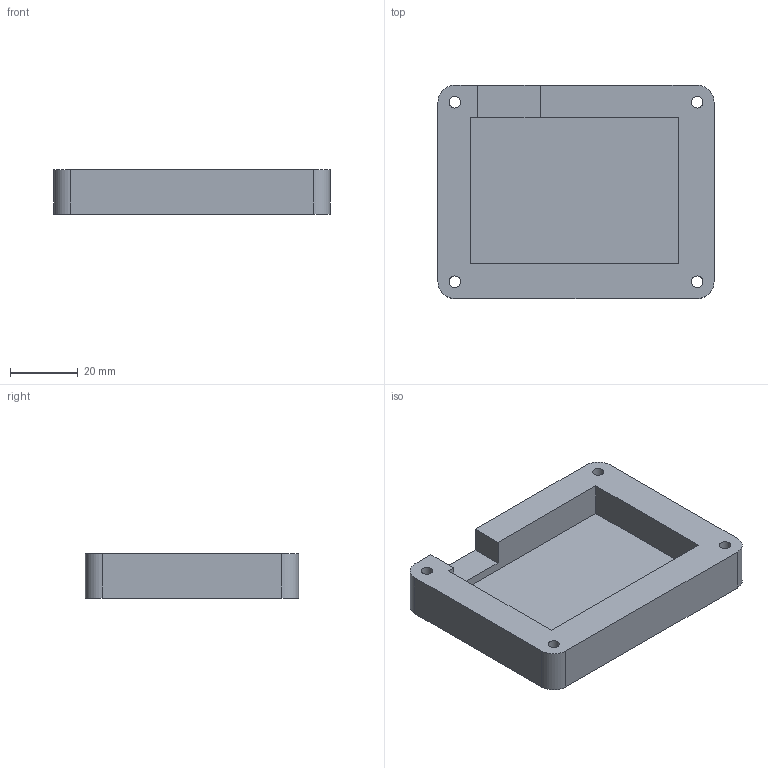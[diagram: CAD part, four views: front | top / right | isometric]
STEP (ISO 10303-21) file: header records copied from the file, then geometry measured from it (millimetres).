
FILE_DESCRIPTION(/* description */ (''),/* implementation_level */ '2;1');
FILE_NAME(/* name */ 'back case keyboard.step',/* time_stamp */ '2025-11-29T18:52:33+05:30',/* author */ (''),/* organization */ (''),/* preprocessor_version */ 'ST-DEVELOPER v20.1',/* originating_system */ 'Autodesk Translation Framework v14.21.0.0',/* authorisation */ '');
FILE_SCHEMA (('AUTOMOTIVE_DESIGN { 1 0 10303 214 3 1 1 }'));
Length unit declared in the file: millimetre
Products named in the file (1): 2025-11-29-17-27-06-652
Bounding box: 81.47 x 62.93 x 13.01 mm (x, y, z)
Volume: 37963.3 mm3; surface area: 16558.9 mm2
Topology: 16 solids, 16 shells, 277 faces, 723 edges, 482 vertices
Faces by surface type: plane 191, bspline 74, cylinder 12
Full cylindrical faces by diameter (mm): 3.4 x4, 6 x4
Entity records: 9147 total; most frequent: CARTESIAN_POINT 2741, ORIENTED_EDGE 1446, DIRECTION 1007, EDGE_CURVE 723, LINE 551, VECTOR 551, VERTEX_POINT 482, EDGE_LOOP 305
